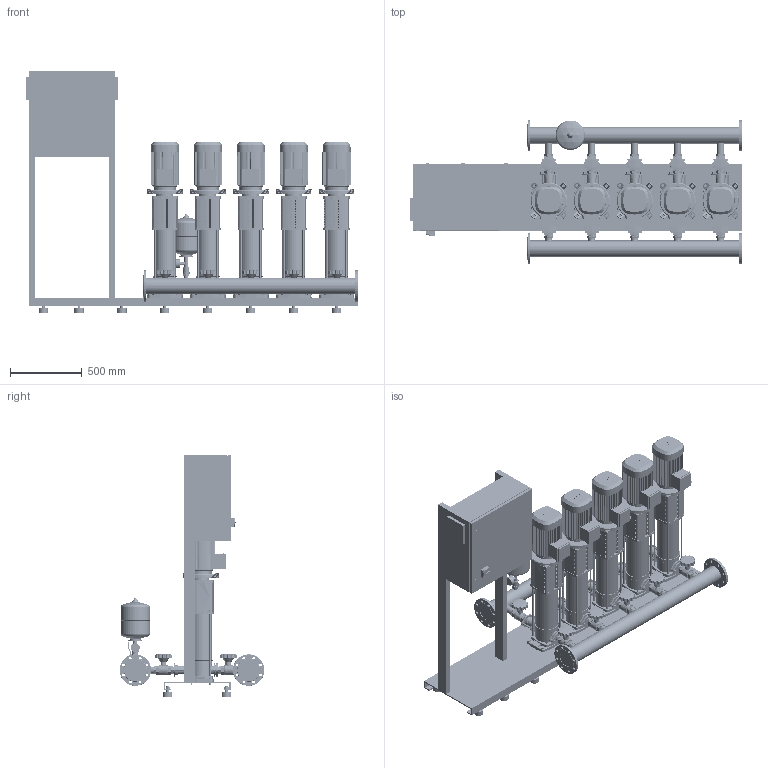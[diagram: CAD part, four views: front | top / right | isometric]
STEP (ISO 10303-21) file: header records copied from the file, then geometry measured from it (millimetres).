
FILE_DESCRIPTION((''),'2;1');
FILE_NAME('3d_CO-5HELIXV1010_K_CC-01-2534140.stp','2016-01-25T08:33:08',(''),(''),'Mechanical Desktop 2009','Mechanical Desktop 2009',', , ');
FILE_SCHEMA(('CONFIG_CONTROL_DESIGN'));
Length unit declared in the file: millimetre
Products named in the file (1): Product
Bounding box: 2320 x 1012 x 1685 mm (x, y, z)
Volume: 297923851.2 mm3; surface area: 17521655.3 mm2
Topology: 248 solids, 248 shells, 8642 faces, 22620 edges, 14803 vertices
Faces by surface type: plane 3651, bspline 2231, cylinder 2196, cone 398, torus 134, sphere 32
Entity records: 284195 total; most frequent: CARTESIAN_POINT 71605, ORIENTED_EDGE 45184, DIRECTION 41548, EDGE_CURVE 22592, VERTEX_POINT 14798, VECTOR 14364, LINE 14364, AXIS2_PLACEMENT_3D 13592
